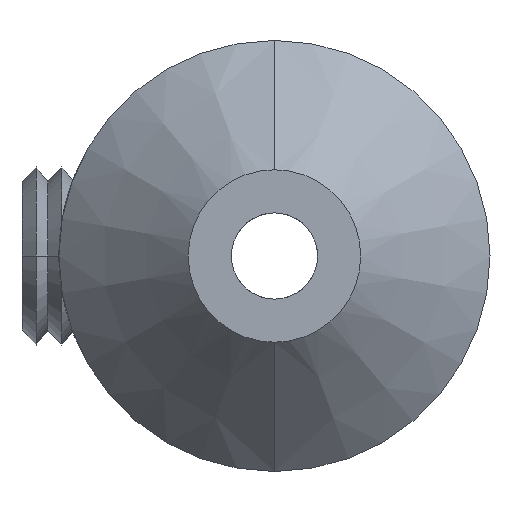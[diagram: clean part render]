
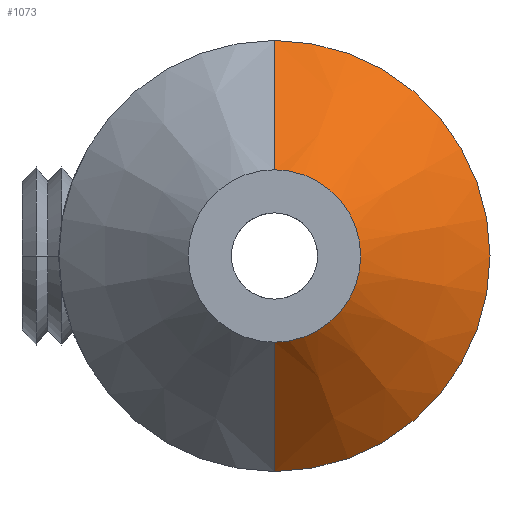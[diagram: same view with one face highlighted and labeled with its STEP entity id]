
A CAD part, left-side view. The second image highlights one B-rep face of the part: STEP entity #1073.
In plain terms, the highlighted conical face has half-angle 45 degrees and reference radius 3.175 mm.
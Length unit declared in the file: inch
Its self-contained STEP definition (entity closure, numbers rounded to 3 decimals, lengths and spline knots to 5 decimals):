
#122 = CONICAL_SURFACE ( 'NONE', #2117, 0.125, 0.785 ) ;
#166 = CIRCLE ( 'NONE', #2089, 0.05 ) ;
#411 = VERTEX_POINT ( 'NONE', #638 ) ;
#412 = VERTEX_POINT ( 'NONE', #607 ) ;
#421 = VERTEX_POINT ( 'NONE', #629 ) ;
#426 = VERTEX_POINT ( 'NONE', #623 ) ;
#607 = CARTESIAN_POINT ( 'NONE',  ( -0.625, 0., -0.125 ) ) ;
#623 = CARTESIAN_POINT ( 'NONE',  ( -0.7, 0., -0.05 ) ) ;
#629 = CARTESIAN_POINT ( 'NONE',  ( -0.7, 0., 0.05 ) ) ;
#638 = CARTESIAN_POINT ( 'NONE',  ( -0.625, 0., 0.125 ) ) ;
#644 = DIRECTION ( 'NONE',  ( 0., 0., -1. ) ) ;
#650 = DIRECTION ( 'NONE',  ( 1., 0., 0. ) ) ;
#652 = CARTESIAN_POINT ( 'NONE',  ( -0.625, 0., 0. ) ) ;
#752 = CIRCLE ( 'NONE', #2028, 0.125 ) ;
#755 = LINE ( 'NONE', #2669, #762 ) ;
#762 = VECTOR ( 'NONE', #2693, 39.37008 ) ;
#770 = LINE ( 'NONE', #2715, #773 ) ;
#773 = VECTOR ( 'NONE', #2716, 39.37008 ) ;
#1073 = ADVANCED_FACE ( 'NONE', ( #1366 ), #122, .T. ) ;
#1366 = FACE_OUTER_BOUND ( 'NONE', #1526, .T. ) ;
#1526 = EDGE_LOOP ( 'NONE', ( #2317, #2318, #2323, #2326 ) ) ;
#1769 = CARTESIAN_POINT ( 'NONE',  ( -0.7, 0., 0. ) ) ;
#1770 = DIRECTION ( 'NONE',  ( 1., 0., 0. ) ) ;
#1771 = DIRECTION ( 'NONE',  ( 0., 0., -1. ) ) ;
#1952 = EDGE_CURVE ( 'NONE', #421, #426, #166, .T. ) ;
#2028 = AXIS2_PLACEMENT_3D ( 'NONE', #2664, #2665, #2666 ) ;
#2089 = AXIS2_PLACEMENT_3D ( 'NONE', #1769, #1770, #1771 ) ;
#2117 = AXIS2_PLACEMENT_3D ( 'NONE', #652, #650, #644 ) ;
#2170 = EDGE_CURVE ( 'NONE', #411, #412, #752, .T. ) ;
#2175 = EDGE_CURVE ( 'NONE', #421, #411, #755, .T. ) ;
#2188 = EDGE_CURVE ( 'NONE', #426, #412, #770, .T. ) ;
#2317 = ORIENTED_EDGE ( 'NONE', *, *, #2175, .F. ) ;
#2318 = ORIENTED_EDGE ( 'NONE', *, *, #1952, .T. ) ;
#2323 = ORIENTED_EDGE ( 'NONE', *, *, #2188, .T. ) ;
#2326 = ORIENTED_EDGE ( 'NONE', *, *, #2170, .F. ) ;
#2664 = CARTESIAN_POINT ( 'NONE',  ( -0.625, 0., 0. ) ) ;
#2665 = DIRECTION ( 'NONE',  ( 1., 0., 0. ) ) ;
#2666 = DIRECTION ( 'NONE',  ( 0., 0., -1. ) ) ;
#2669 = CARTESIAN_POINT ( 'NONE',  ( -0.625, 0., 0.125 ) ) ;
#2693 = DIRECTION ( 'NONE',  ( 0.707, 0., 0.707 ) ) ;
#2715 = CARTESIAN_POINT ( 'NONE',  ( -0.625, 0., -0.125 ) ) ;
#2716 = DIRECTION ( 'NONE',  ( 0.707, 0., -0.707 ) ) ;
